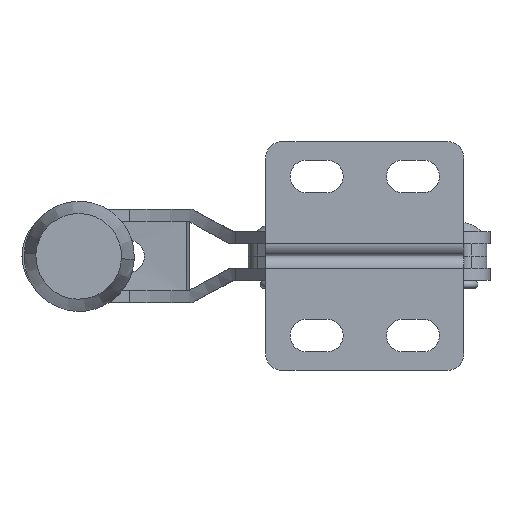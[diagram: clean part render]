
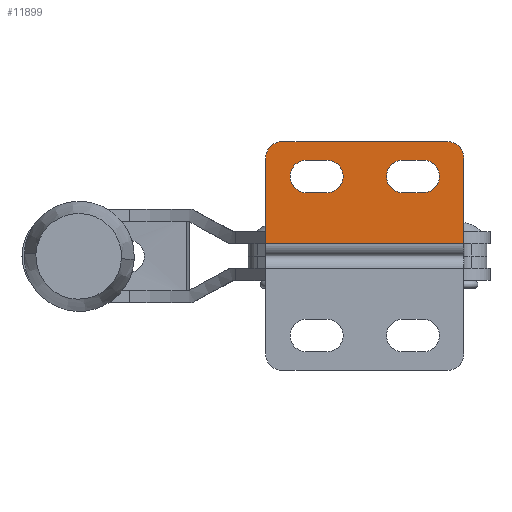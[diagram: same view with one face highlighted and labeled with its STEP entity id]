
A CAD part, front view. The second image highlights one B-rep face of the part: STEP entity #11899.
In plain terms, the highlighted planar face has unit normal (0, -1, 0).
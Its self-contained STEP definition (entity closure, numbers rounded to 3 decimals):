
#82 = DIRECTION ( 'NONE',  ( 0., 0., 1. ) ) ;
#474 = CARTESIAN_POINT ( 'NONE',  ( 2356.703, 1829.725, 12. ) ) ;
#1214 = VERTEX_POINT ( 'NONE', #9091 ) ;
#1434 = CARTESIAN_POINT ( 'NONE',  ( 2351.703, 1829.725, 9.75 ) ) ;
#1685 = ORIENTED_EDGE ( 'NONE', *, *, #24208, .T. ) ;
#1760 = VECTOR ( 'NONE', #25324, 1000. ) ;
#1819 = CARTESIAN_POINT ( 'NONE',  ( 2332.403, 1829.725, 1.5 ) ) ;
#1858 = CARTESIAN_POINT ( 'NONE',  ( 2332.403, 1829.725, 12. ) ) ;
#2116 = DIRECTION ( 'NONE',  ( -1., 0., 0. ) ) ;
#2215 = EDGE_CURVE ( 'NONE', #20567, #27890, #26218, .T. ) ;
#2432 = CARTESIAN_POINT ( 'NONE',  ( 2351.703, 1829.725, 11.75 ) ) ;
#2578 = DIRECTION ( 'NONE',  ( 0., 1., 0. ) ) ;
#2607 = CARTESIAN_POINT ( 'NONE',  ( 2354.703, 1829.725, 14. ) ) ;
#2749 = VERTEX_POINT ( 'NONE', #28380 ) ;
#3024 = VECTOR ( 'NONE', #19984, 1000. ) ;
#3375 = EDGE_CURVE ( 'NONE', #1214, #17033, #17319, .T. ) ;
#3690 = AXIS2_PLACEMENT_3D ( 'NONE', #11253, #28459, #13756 ) ;
#3902 = CIRCLE ( 'NONE', #31293, 2. ) ;
#3913 = DIRECTION ( 'NONE',  ( 0., 0., 1. ) ) ;
#3939 = EDGE_LOOP ( 'NONE', ( #27487, #18384, #23562, #22229 ) ) ;
#4367 = LINE ( 'NONE', #1819, #23285 ) ;
#4951 = ORIENTED_EDGE ( 'NONE', *, *, #27220, .T. ) ;
#5202 = EDGE_CURVE ( 'NONE', #28078, #26107, #29218, .T. ) ;
#5466 = CARTESIAN_POINT ( 'NONE',  ( 2349.203, 1829.725, 9.75 ) ) ;
#5600 = CARTESIAN_POINT ( 'NONE',  ( 2356.703, 1829.725, 11.75 ) ) ;
#5638 = CARTESIAN_POINT ( 'NONE',  ( 2356.703, 1829.725, 7.75 ) ) ;
#6634 = CARTESIAN_POINT ( 'NONE',  ( 2356.703, 1829.725, 11.75 ) ) ;
#7461 = CARTESIAN_POINT ( 'NONE',  ( 2337.403, 1829.725, 7.75 ) ) ;
#7895 = EDGE_LOOP ( 'NONE', ( #13136, #19574, #29823, #25066, #26672, #4951 ) ) ;
#7943 = DIRECTION ( 'NONE',  ( 0., 0., 1. ) ) ;
#8310 = CIRCLE ( 'NONE', #8796, 2. ) ;
#8623 = FACE_BOUND ( 'NONE', #18824, .T. ) ;
#8796 = AXIS2_PLACEMENT_3D ( 'NONE', #1434, #18690, #3913 ) ;
#8829 = VERTEX_POINT ( 'NONE', #17108 ) ;
#9046 = VECTOR ( 'NONE', #20409, 1000. ) ;
#9091 = CARTESIAN_POINT ( 'NONE',  ( 2349.203, 1829.725, 7.75 ) ) ;
#9632 = AXIS2_PLACEMENT_3D ( 'NONE', #29588, #14867, #82 ) ;
#9660 = EDGE_CURVE ( 'NONE', #18436, #2749, #8310, .T. ) ;
#11253 = CARTESIAN_POINT ( 'NONE',  ( 2334.403, 1829.725, 12. ) ) ;
#11400 = DIRECTION ( 'NONE',  ( 1., 0., 0. ) ) ;
#11715 = EDGE_CURVE ( 'NONE', #28534, #8829, #30604, .T. ) ;
#11743 = EDGE_CURVE ( 'NONE', #23238, #20907, #4367, .T. ) ;
#11899 = ADVANCED_FACE ( 'NONE', ( #8623, #29025, #16720 ), #17353, .F. ) ;
#12875 = CARTESIAN_POINT ( 'NONE',  ( 2354.703, 1829.725, 12. ) ) ;
#12913 = VERTEX_POINT ( 'NONE', #2607 ) ;
#13125 = VECTOR ( 'NONE', #2116, 1000. ) ;
#13136 = ORIENTED_EDGE ( 'NONE', *, *, #11715, .F. ) ;
#13204 = CIRCLE ( 'NONE', #22024, 2. ) ;
#13382 = DIRECTION ( 'NONE',  ( 0., 1., 0. ) ) ;
#13756 = DIRECTION ( 'NONE',  ( 0., 0., 1. ) ) ;
#13833 = EDGE_CURVE ( 'NONE', #2749, #1214, #25259, .T. ) ;
#14523 = CARTESIAN_POINT ( 'NONE',  ( 2356.703, 1829.725, 7.75 ) ) ;
#14833 = EDGE_CURVE ( 'NONE', #19449, #23238, #22920, .T. ) ;
#14867 = DIRECTION ( 'NONE',  ( 0., 1., 0. ) ) ;
#15224 = CARTESIAN_POINT ( 'NONE',  ( 2339.903, 1829.725, 7.75 ) ) ;
#15335 = DIRECTION ( 'NONE',  ( 0., 0., 1. ) ) ;
#15466 = ORIENTED_EDGE ( 'NONE', *, *, #2215, .T. ) ;
#16487 = DIRECTION ( 'NONE',  ( 0., 0., -1. ) ) ;
#16712 = DIRECTION ( 'NONE',  ( 0., 0., -1. ) ) ;
#16720 = FACE_OUTER_BOUND ( 'NONE', #7895, .T. ) ;
#16855 = EDGE_CURVE ( 'NONE', #26107, #20567, #13204, .T. ) ;
#17033 = VERTEX_POINT ( 'NONE', #18742 ) ;
#17108 = CARTESIAN_POINT ( 'NONE',  ( 2356.703, 1829.725, 1.5 ) ) ;
#17134 = CARTESIAN_POINT ( 'NONE',  ( 2334.403, 1829.725, 14. ) ) ;
#17319 = CIRCLE ( 'NONE', #21922, 2. ) ;
#17353 = PLANE ( 'NONE',  #22886 ) ;
#17520 = CARTESIAN_POINT ( 'NONE',  ( 2356.703, 1829.725, 1.5 ) ) ;
#17527 = EDGE_CURVE ( 'NONE', #28534, #12913, #3902, .T. ) ;
#18094 = CARTESIAN_POINT ( 'NONE',  ( 2337.403, 1829.725, 11.75 ) ) ;
#18384 = ORIENTED_EDGE ( 'NONE', *, *, #9660, .T. ) ;
#18436 = VERTEX_POINT ( 'NONE', #2432 ) ;
#18690 = DIRECTION ( 'NONE',  ( 0., 1., 0. ) ) ;
#18742 = CARTESIAN_POINT ( 'NONE',  ( 2349.203, 1829.725, 11.75 ) ) ;
#18824 = EDGE_LOOP ( 'NONE', ( #26200, #31221, #15466, #1685 ) ) ;
#19449 = VERTEX_POINT ( 'NONE', #17134 ) ;
#19574 = ORIENTED_EDGE ( 'NONE', *, *, #17527, .T. ) ;
#19853 = DIRECTION ( 'NONE',  ( 0., 0., 1. ) ) ;
#19984 = DIRECTION ( 'NONE',  ( 1., 0., 0. ) ) ;
#20409 = DIRECTION ( 'NONE',  ( -1., 0., 0. ) ) ;
#20567 = VERTEX_POINT ( 'NONE', #15224 ) ;
#20907 = VERTEX_POINT ( 'NONE', #27354 ) ;
#21638 = CIRCLE ( 'NONE', #9632, 2. ) ;
#21922 = AXIS2_PLACEMENT_3D ( 'NONE', #5466, #22711, #7943 ) ;
#21958 = LINE ( 'NONE', #17520, #3024 ) ;
#22024 = AXIS2_PLACEMENT_3D ( 'NONE', #28103, #13382, #30614 ) ;
#22229 = ORIENTED_EDGE ( 'NONE', *, *, #3375, .T. ) ;
#22408 = CARTESIAN_POINT ( 'NONE',  ( 2339.903, 1829.725, 11.75 ) ) ;
#22711 = DIRECTION ( 'NONE',  ( 0., 1., 0. ) ) ;
#22886 = AXIS2_PLACEMENT_3D ( 'NONE', #27159, #2578, #19853 ) ;
#22920 = CIRCLE ( 'NONE', #3690, 2. ) ;
#23238 = VERTEX_POINT ( 'NONE', #1858 ) ;
#23285 = VECTOR ( 'NONE', #16712, 1000. ) ;
#23481 = VECTOR ( 'NONE', #23892, 1000. ) ;
#23562 = ORIENTED_EDGE ( 'NONE', *, *, #13833, .T. ) ;
#23892 = DIRECTION ( 'NONE',  ( 1., 0., 0. ) ) ;
#24208 = EDGE_CURVE ( 'NONE', #27890, #28078, #21638, .T. ) ;
#25066 = ORIENTED_EDGE ( 'NONE', *, *, #14833, .T. ) ;
#25259 = LINE ( 'NONE', #5638, #9046 ) ;
#25324 = DIRECTION ( 'NONE',  ( 1., 0., 0. ) ) ;
#25367 = VECTOR ( 'NONE', #11400, 1000. ) ;
#25602 = VECTOR ( 'NONE', #16487, 1000. ) ;
#26066 = CARTESIAN_POINT ( 'NONE',  ( 2356.703, 1829.725, 14. ) ) ;
#26107 = VERTEX_POINT ( 'NONE', #22408 ) ;
#26200 = ORIENTED_EDGE ( 'NONE', *, *, #5202, .T. ) ;
#26218 = LINE ( 'NONE', #14523, #13125 ) ;
#26672 = ORIENTED_EDGE ( 'NONE', *, *, #11743, .T. ) ;
#27159 = CARTESIAN_POINT ( 'NONE',  ( 2356.703, 1829.725, 1.5 ) ) ;
#27220 = EDGE_CURVE ( 'NONE', #20907, #8829, #21958, .T. ) ;
#27354 = CARTESIAN_POINT ( 'NONE',  ( 2332.403, 1829.725, 1.5 ) ) ;
#27487 = ORIENTED_EDGE ( 'NONE', *, *, #30489, .T. ) ;
#27890 = VERTEX_POINT ( 'NONE', #7461 ) ;
#27981 = LINE ( 'NONE', #5600, #1760 ) ;
#28078 = VERTEX_POINT ( 'NONE', #18094 ) ;
#28103 = CARTESIAN_POINT ( 'NONE',  ( 2339.903, 1829.725, 9.75 ) ) ;
#28263 = EDGE_CURVE ( 'NONE', #19449, #12913, #31910, .T. ) ;
#28380 = CARTESIAN_POINT ( 'NONE',  ( 2351.703, 1829.725, 7.75 ) ) ;
#28459 = DIRECTION ( 'NONE',  ( 0., -1., 0. ) ) ;
#28534 = VERTEX_POINT ( 'NONE', #474 ) ;
#29025 = FACE_BOUND ( 'NONE', #3939, .T. ) ;
#29218 = LINE ( 'NONE', #6634, #23481 ) ;
#29588 = CARTESIAN_POINT ( 'NONE',  ( 2337.403, 1829.725, 9.75 ) ) ;
#29823 = ORIENTED_EDGE ( 'NONE', *, *, #28263, .F. ) ;
#30075 = DIRECTION ( 'NONE',  ( 0., -1., 0. ) ) ;
#30489 = EDGE_CURVE ( 'NONE', #17033, #18436, #27981, .T. ) ;
#30604 = LINE ( 'NONE', #31258, #25602 ) ;
#30614 = DIRECTION ( 'NONE',  ( 0., 0., 1. ) ) ;
#31221 = ORIENTED_EDGE ( 'NONE', *, *, #16855, .T. ) ;
#31258 = CARTESIAN_POINT ( 'NONE',  ( 2356.703, 1829.725, 1.5 ) ) ;
#31293 = AXIS2_PLACEMENT_3D ( 'NONE', #12875, #30075, #15335 ) ;
#31910 = LINE ( 'NONE', #26066, #25367 ) ;
